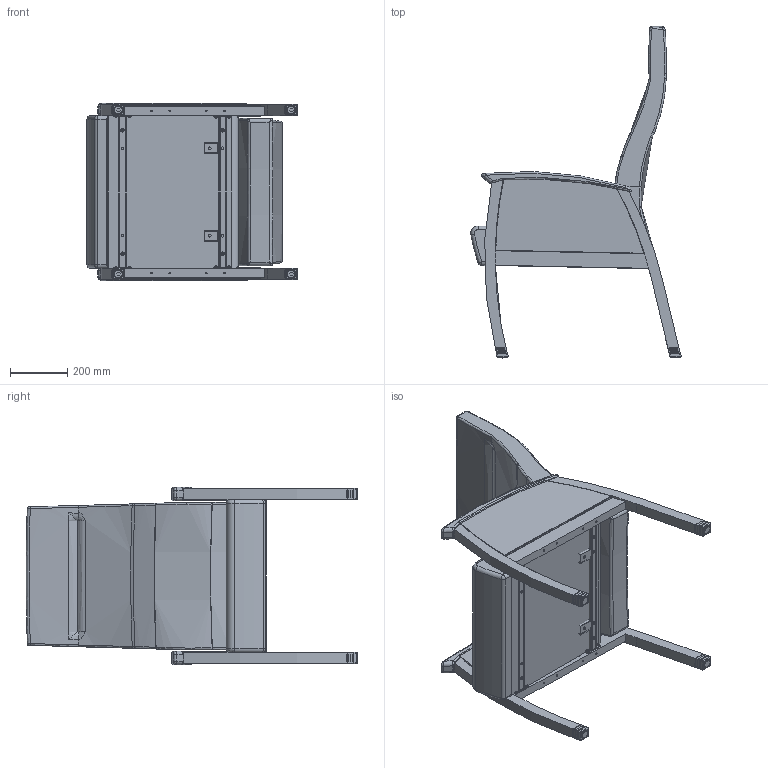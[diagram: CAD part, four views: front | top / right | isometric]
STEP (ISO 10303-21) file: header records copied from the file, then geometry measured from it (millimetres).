
FILE_DESCRIPTION(/* description */ (''),/* implementation_level */ '2;1');
FILE_NAME(/* name */ 'KOT10HPU.stp',/* time_stamp */ '2016-10-24T16:06:32-04:00',/* author */ ('emerkel'),/* organization */ (''),/* preprocessor_version */ 'ST-DEVELOPER v16.5',/* originating_system */ 'Autodesk Inventor 2017',/* authorisation */ '');
FILE_SCHEMA (('AUTOMOTIVE_DESIGN { 1 0 10303 214 3 1 1 }'));
Products named in the file (20): KOT10HPU & W; KOT ARML-1 BRZ; KOT ARMR-1 BRZ; KOT10-1 MAC BLK; KOT10 USEAT; STU1X1.5X21; STU1X1.5X21_1; STU1X1.5X21_2; STUBE PLT-4; U-CHANNEL FOR STUBE; STUBE1.5X21; TUBE1.5 X21; STUBE PLT-1; 1420X3/4 PSHPB; 1420X2.5 PSHPB; KOT10H UBACK NEW; UPANEL KOT10; LEG CAP KOL-1; LEG CAP KOL-1_1; GLD BLK 5-16
Assembly tree (45 placements, depth 3):
  KOT10HPU & W
    KOT ARML-1 BRZ
    KOT ARMR-1 BRZ
    KOT10-1 MAC BLK  x2
    KOT10 USEAT
    STU1X1.5X21
      STU1X1.5X21_1
      STU1X1.5X21_2
      STUBE PLT-4  x2
      U-CHANNEL FOR STUBE  x2
    STUBE1.5X21
      TUBE1.5 X21
      STUBE PLT-1  x2
    1420X3/4 PSHPB  x16
    1420X2.5 PSHPB  x4
    KOT10H UBACK NEW
    UPANEL KOT10  x2
    LEG CAP KOL-1  x4
      LEG CAP KOL-1_1
      GLD BLK 5-16
Bounding box: 733.57 x 1157.47 x 619.12 mm (x, y, z)
Volume: 81227241 mm3; surface area: 3562528.3 mm2
Topology: 54 solids, 62 shells, 3815 faces, 8475 edges, 4858 vertices
Faces by surface type: cylinder 1065, plane 1015, bspline 714, torus 659, cone 268, sphere 94
Full cylindrical faces by diameter (mm): 6.35 x58, 6.528 x8, 7.137 x8, 7.925 x8, 8.712 x8, 8.733 x8, 9.525 x10, 9.906 x4, 11.989 x4, 12.497 x20, 31.75 x4
Entity records: 46092 total; most frequent: CARTESIAN_POINT 20902, ORIENTED_EDGE 5010, DIRECTION 4942, EDGE_CURVE 2507, AXIS2_PLACEMENT_3D 2012, VERTEX_POINT 1508, EDGE_LOOP 1369, FACE_OUTER_BOUND 1166
